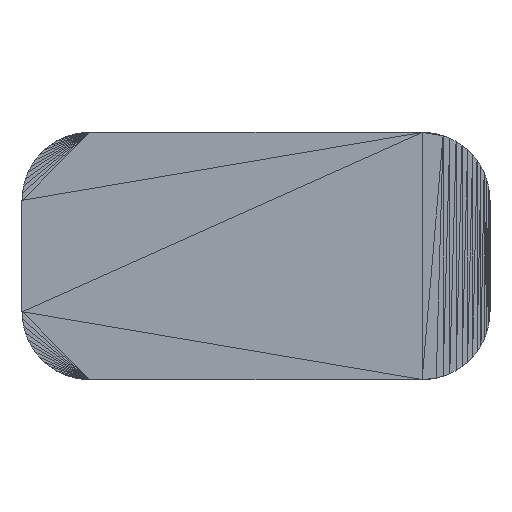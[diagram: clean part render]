
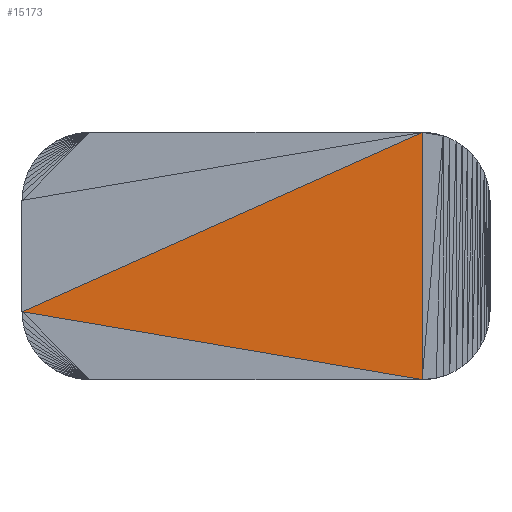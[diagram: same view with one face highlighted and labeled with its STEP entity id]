
A CAD part, left-side view. The second image highlights one B-rep face of the part: STEP entity #15173.
In plain terms, the highlighted planar face has unit normal (-1, 0, 0).
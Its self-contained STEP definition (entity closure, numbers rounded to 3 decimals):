
#713=FACE_OUTER_BOUND('',#1905,.T.);
#1905=EDGE_LOOP('',(#11573,#11574,#11575));
#3574=LINE('',#23624,#5586);
#3578=LINE('',#23632,#5590);
#3579=LINE('',#23634,#5591);
#5586=VECTOR('',#19435,10.);
#5590=VECTOR('',#19447,10.);
#5591=VECTOR('',#19450,10.);
#6773=VERTEX_POINT('',#22906);
#6876=VERTEX_POINT('',#23373);
#6892=VERTEX_POINT('',#23465);
#8422=EDGE_CURVE('',#6876,#6773,#3574,.T.);
#8426=EDGE_CURVE('',#6773,#6892,#3578,.T.);
#8427=EDGE_CURVE('',#6876,#6892,#3579,.T.);
#11573=ORIENTED_EDGE('',*,*,#8426,.T.);
#11574=ORIENTED_EDGE('',*,*,#8427,.F.);
#11575=ORIENTED_EDGE('',*,*,#8422,.T.);
#13981=PLANE('',#16380);
#15173=ADVANCED_FACE('',(#713),#13981,.T.);
#16380=AXIS2_PLACEMENT_3D('',#23633,#19448,#19449);
#19435=DIRECTION('',(0.,0.,1.));
#19447=DIRECTION('',(0.,0.912,-0.409));
#19448=DIRECTION('center_axis',(-1.,0.,0.));
#19449=DIRECTION('ref_axis',(0.,0.,1.));
#19450=DIRECTION('',(0.,0.986,0.167));
#22906=CARTESIAN_POINT('',(0.,20.,72.86));
#23373=CARTESIAN_POINT('',(0.,20.,0.));
#23465=CARTESIAN_POINT('',(0.,137.911,20.));
#23624=CARTESIAN_POINT('',(0.,20.,0.));
#23632=CARTESIAN_POINT('',(0.,20.,72.86));
#23633=CARTESIAN_POINT('Origin',(0.,20.,0.));
#23634=CARTESIAN_POINT('',(0.,20.,0.));
